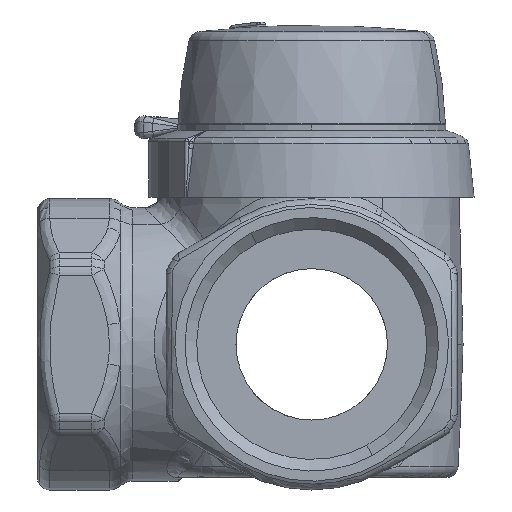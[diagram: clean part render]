
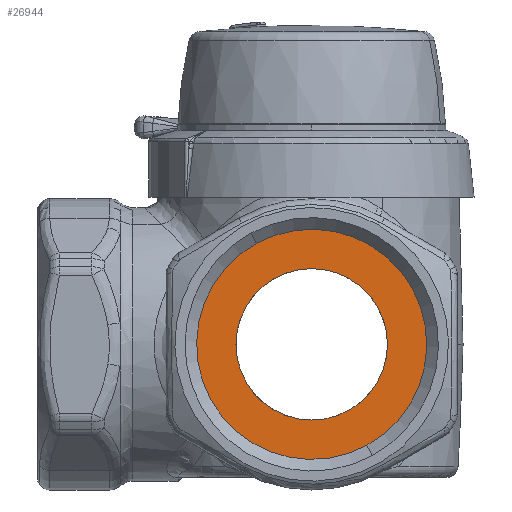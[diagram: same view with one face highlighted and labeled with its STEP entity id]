
A CAD part, front view. The second image highlights one B-rep face of the part: STEP entity #26944.
In plain terms, the highlighted planar face has unit normal (0, -1, 0).
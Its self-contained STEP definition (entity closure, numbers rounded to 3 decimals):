
#26643=AXIS2_PLACEMENT_3D('Circle Axis2P3D',#26641,#26642,$) ;
#26662=AXIS2_PLACEMENT_3D('Circle Axis2P3D',#26660,#26661,$) ;
#26920=AXIS2_PLACEMENT_3D('Plane Axis2P3D',#26917,#26918,#26919) ;
#26928=AXIS2_PLACEMENT_3D('Circle Axis2P3D',#26926,#26927,$) ;
#26937=AXIS2_PLACEMENT_3D('Circle Axis2P3D',#26935,#26936,$) ;
#26638=CARTESIAN_POINT('Vertex',(9.469,-23.,-17.332)) ;
#26641=CARTESIAN_POINT('Axis2P3D Location',(0.,-23.,0.)) ;
#26645=CARTESIAN_POINT('Vertex',(-9.469,-23.,17.332)) ;
#26660=CARTESIAN_POINT('Axis2P3D Location',(0.,-23.,0.)) ;
#26917=CARTESIAN_POINT('Axis2P3D Location',(0.,-23.,0.)) ;
#26926=CARTESIAN_POINT('Axis2P3D Location',(0.,-23.,0.)) ;
#26930=CARTESIAN_POINT('Vertex',(0.,-23.,-13.)) ;
#26932=CARTESIAN_POINT('Vertex',(0.,-23.,13.)) ;
#26935=CARTESIAN_POINT('Axis2P3D Location',(0.,-23.,0.)) ;
#26642=DIRECTION('Axis2P3D Direction',(0.,-1.,0.)) ;
#26661=DIRECTION('Axis2P3D Direction',(0.,-1.,0.)) ;
#26918=DIRECTION('Axis2P3D Direction',(0.,-1.,0.)) ;
#26919=DIRECTION('Axis2P3D XDirection',(1.,0.,0.)) ;
#26927=DIRECTION('Axis2P3D Direction',(0.,-1.,0.)) ;
#26936=DIRECTION('Axis2P3D Direction',(0.,-1.,0.)) ;
#26923=ORIENTED_EDGE('',*,*,#26664,.T.) ;
#26924=ORIENTED_EDGE('',*,*,#26647,.T.) ;
#26941=ORIENTED_EDGE('',*,*,#26934,.F.) ;
#26942=ORIENTED_EDGE('',*,*,#26939,.F.) ;
#26943=FACE_BOUND('',#26940,.T.) ;
#26944=ADVANCED_FACE('',(#26925,#26943),#26921,.T.) ;
#26644=CIRCLE('generated circle',#26643,19.75) ;
#26663=CIRCLE('generated circle',#26662,19.75) ;
#26929=CIRCLE('generated circle',#26928,13.) ;
#26938=CIRCLE('generated circle',#26937,13.) ;
#26647=EDGE_CURVE('',#26646,#26639,#26644,.T.) ;
#26664=EDGE_CURVE('',#26639,#26646,#26663,.T.) ;
#26934=EDGE_CURVE('',#26931,#26933,#26929,.T.) ;
#26939=EDGE_CURVE('',#26933,#26931,#26938,.T.) ;
#26922=EDGE_LOOP('',(#26923,#26924)) ;
#26940=EDGE_LOOP('',(#26941,#26942)) ;
#26925=FACE_OUTER_BOUND('',#26922,.T.) ;
#26921=PLANE('Plane',#26920) ;
#26639=VERTEX_POINT('',#26638) ;
#26646=VERTEX_POINT('',#26645) ;
#26931=VERTEX_POINT('',#26930) ;
#26933=VERTEX_POINT('',#26932) ;
